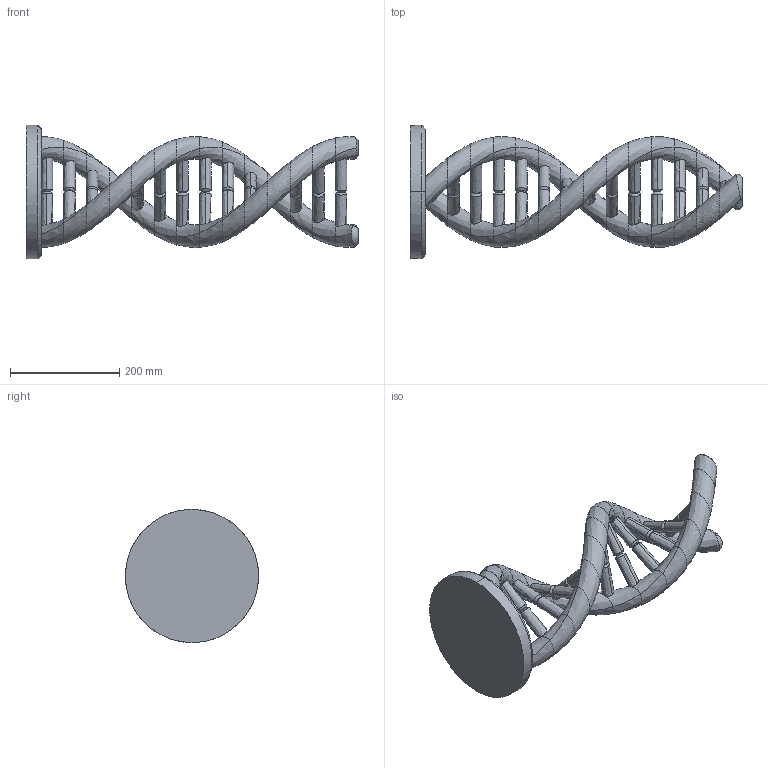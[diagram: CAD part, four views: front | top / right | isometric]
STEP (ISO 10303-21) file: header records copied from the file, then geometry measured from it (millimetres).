
FILE_DESCRIPTION(('FreeCAD Model'),'2;1');
FILE_NAME('Open CASCADE Shape Model','2025-04-29T12:50:37',('FreeCAD'),( 'FreeCAD'),'Open CASCADE STEP processor 7.6','FreeCAD','Unknown');
FILE_SCHEMA(('AUTOMOTIVE_DESIGN { 1 0 10303 214 1 1 1 1 }'));
Products named in the file (1): Open CASCADE STEP translator 7.6 1
Bounding box: 608.65 x 244.05 x 244.14 mm (x, y, z)
Volume: 3179654.8 mm3; surface area: 669271.3 mm2
Topology: 15 solids, 16 shells, 825 faces, 2027 edges, 1315 vertices
Faces by surface type: bspline 825
Entity records: 83941 total; most frequent: CARTESIAN_POINT 71901, ORIENTED_EDGE 4054, EDGE_CURVE 2027, B_SPLINE_CURVE_WITH_KNOTS 1594, VERTEX_POINT 1315, FACE_BOUND 906, EDGE_LOOP 906, ADVANCED_FACE 825
